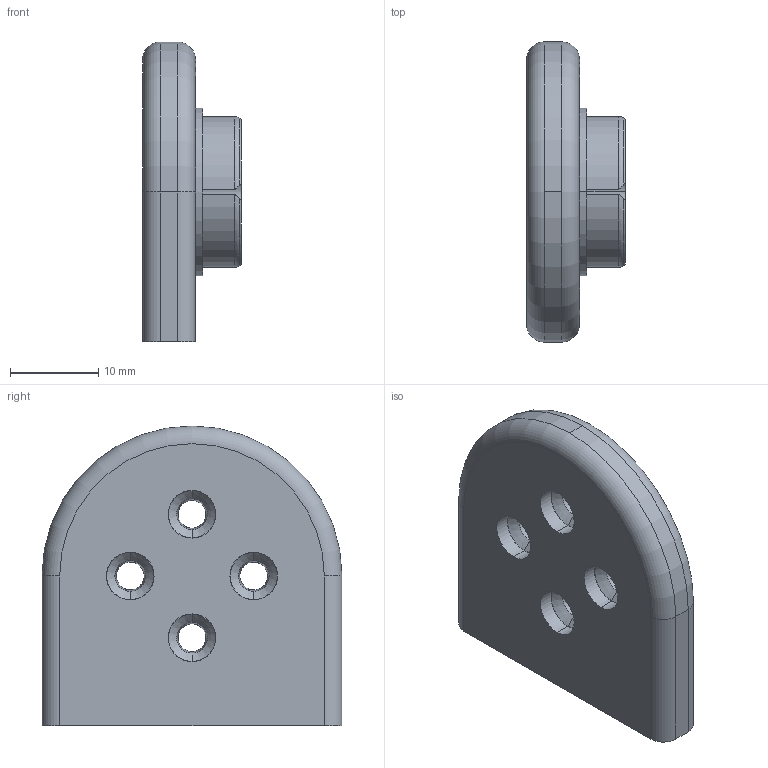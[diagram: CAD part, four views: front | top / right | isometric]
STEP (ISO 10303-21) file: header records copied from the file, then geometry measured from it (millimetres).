
FILE_DESCRIPTION (( 'STEP AP214' ), '1' );
FILE_NAME ('SAM_wrist_eyelet_drive.STEP', '2025-01-01T01:46:23', ( '' ), ( '' ), 'SwSTEP 2.0', 'SolidWorks 2023', '' );
FILE_SCHEMA (( 'AUTOMOTIVE_DESIGN' ));
Length unit declared in the file: millimetre
Products named in the file (1): SAM_wrist_eyelet_drive
Bounding box: 11.2 x 34 x 34 mm (x, y, z)
Volume: 6574.8 mm3; surface area: 3580.7 mm2
Topology: 1 solids, 1 shells, 88 faces, 209 edges, 130 vertices
Faces by surface type: cylinder 38, cone 20, plane 16, bspline 8, torus 6
Entity records: 3646 total; most frequent: CARTESIAN_POINT 1604, DIRECTION 433, ORIENTED_EDGE 418, EDGE_CURVE 209, AXIS2_PLACEMENT_3D 183, VERTEX_POINT 130, EDGE_LOOP 103, CIRCLE 102
